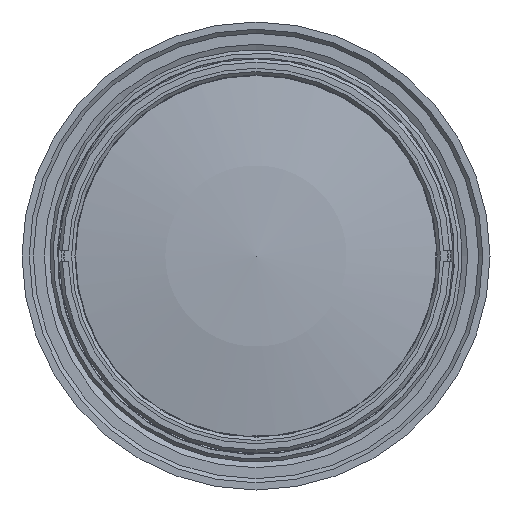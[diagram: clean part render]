
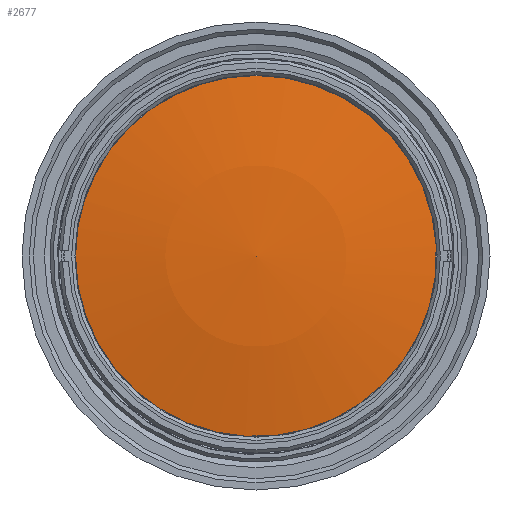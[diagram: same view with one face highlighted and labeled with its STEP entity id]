
A CAD part, left-side view. The second image highlights one B-rep face of the part: STEP entity #2677.
In plain terms, the highlighted spherical face has radius 88.541 mm.
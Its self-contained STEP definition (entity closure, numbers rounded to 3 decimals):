
#125=SPHERICAL_SURFACE('',#13744,88.541);
#166=VERTEX_LOOP('',#9740);
#2677=ADVANCED_FACE('',(#4048,#4049),#125,.T.);
#4048=FACE_BOUND('',#4793,.T.);
#4049=FACE_BOUND('',#166,.T.);
#4793=EDGE_LOOP('',(#7333));
#7333=ORIENTED_EDGE('',*,*,#10607,.T.);
#9025=VERTEX_POINT('',#16882);
#9740=VERTEX_POINT('',#20493);
#10607=EDGE_CURVE('',#9025,#9025,#12520,.T.);
#12520=CIRCLE('',#13003,16.195);
#13003=AXIS2_PLACEMENT_3D('',#16881,#14158,#14159);
#13744=AXIS2_PLACEMENT_3D('',#20494,#16087,#16088);
#14158=DIRECTION('',(-1.,0.,0.));
#14159=DIRECTION('',(0.,0.,1.));
#16087=DIRECTION('',(-1.,0.,0.));
#16088=DIRECTION('',(0.,1.,0.));
#16881=CARTESIAN_POINT('',(-85.752,0.,0.));
#16882=CARTESIAN_POINT('',(-85.752,0.,16.195));
#20493=CARTESIAN_POINT('',(-87.246,0.,0.));
#20494=CARTESIAN_POINT('',(1.295,0.,0.));
